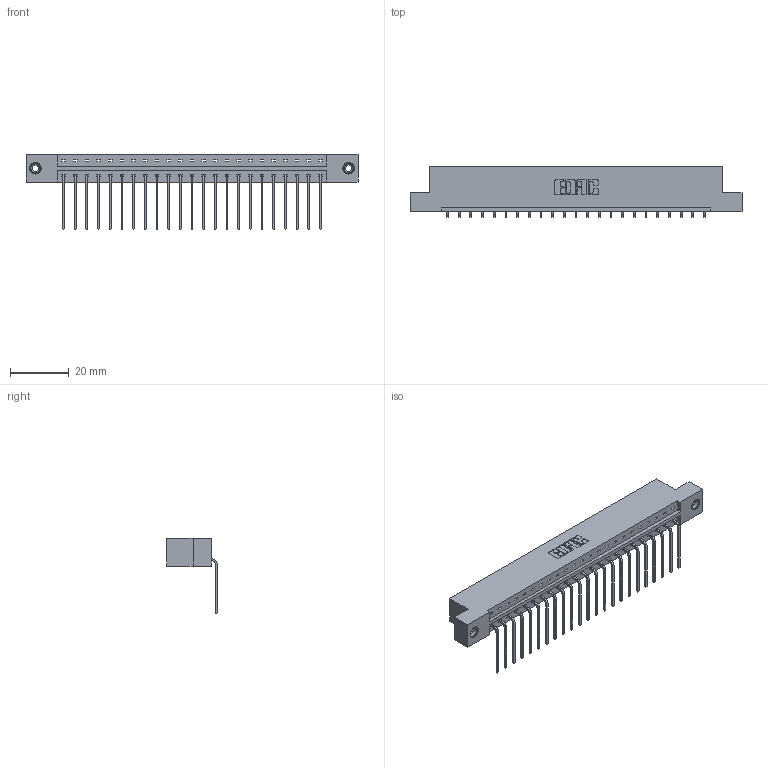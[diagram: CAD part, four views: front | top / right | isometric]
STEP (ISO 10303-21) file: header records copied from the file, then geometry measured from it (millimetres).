
FILE_DESCRIPTION (( 'STEP AP203' ), '1' );
FILE_NAME ('833-023-559-108.STEP', '2020-06-01T19:47:46', ( '' ), ( '' ), 'SwSTEP 2.0', 'SolidWorks 2020', '' );
FILE_SCHEMA (( 'CONFIG_CONTROL_DESIGN' ));
Length unit declared in the file: inch
Products named in the file (4): 345-292-001_558 559 Tail - 1; 833 Part_Flush - .156 Dia - TI; 833-023-559-108; 345-250-001_345-250-003-102
Assembly tree (26 placements, depth 2):
  833-023-559-108
    833 Part_Flush - .156 Dia - TI
    345-292-001_558 559 Tail - 1  x23
    345-250-001_345-250-003-102  x2
Bounding box: 112.67 x 17.09 x 25.53 mm (x, y, z)
Volume: 11244.9 mm3; surface area: 12538.2 mm2
Topology: 26 solids, 26 shells, 1554 faces, 4633 edges, 3050 vertices
Faces by surface type: plane 1114, cylinder 424, cone 12, torus 4
Entity records: 17788 total; most frequent: CARTESIAN_POINT 3054, ORIENTED_EDGE 3006, DIRECTION 2647, EDGE_CURVE 1503, VECTOR 1355, LINE 1355, VERTEX_POINT 996, AXIS2_PLACEMENT_3D 646
